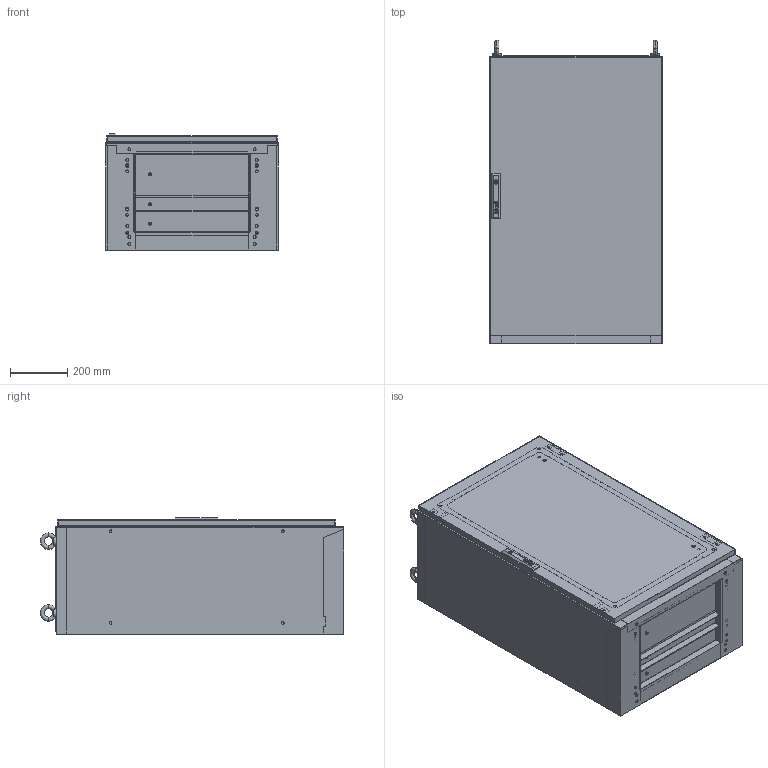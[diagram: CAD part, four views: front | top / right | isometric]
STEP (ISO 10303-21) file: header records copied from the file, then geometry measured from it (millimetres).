
FILE_DESCRIPTION (( 'STEP AP214' ), '1' );
FILE_NAME ('0390-6010-40-17.step', '2022-07-28T11:14:28', ( '' ), ( '' ), 'SwSTEP 2.0', 'SolidWorks 2019', '' );
FILE_SCHEMA (( 'AUTOMOTIVE_DESIGN' ));
Length unit declared in the file: millimetre
Products named in the file (14): rasthalterung_re_s; 0390-6010-40-17; Korpus_ss_6010-40; MontageplatteKPL_s_0348-6010-00-13; arretierwinkel_re_s; Dachplatte_ss_0390-6000-40-07; TuerR_s_0395-6010-00-97; 3080-9036-03-48 Schutzleiterschraube; arretierwinkel_li_s; rasthalterung_li_s; MontageplatteZubehoer_s; MPGleitschuh_s; Bodenplattensatz_s_0396-6000-40-03; Montageplatte_s_6010
Assembly tree (14 placements, depth 4):
  0390-6010-40-17
    Korpus_ss_6010-40
    TuerR_s_0395-6010-00-97
    Dachplatte_ss_0390-6000-40-07
    Bodenplattensatz_s_0396-6000-40-03
    MontageplatteKPL_s_0348-6010-00-13
      Montageplatte_s_6010
      MontageplatteZubehoer_s
        arretierwinkel_li_s
        arretierwinkel_re_s
        rasthalterung_li_s
        rasthalterung_re_s
        3080-9036-03-48 Schutzleiterschraube
        MPGleitschuh_s  x2
Bounding box: 600 x 1057.99 x 407.5 mm (x, y, z)
Volume: 7514156.8 mm3; surface area: 7477414.9 mm2
Topology: 58 solids, 58 shells, 3917 faces, 10318 edges, 6815 vertices
Faces by surface type: plane 2232, cylinder 1462, cone 187, torus 24, bspline 12
Entity records: 144390 total; most frequent: CARTESIAN_POINT 23097, DIRECTION 20930, ORIENTED_EDGE 20528, EDGE_CURVE 10264, AXIS2_PLACEMENT_3D 7082, VERTEX_POINT 6781, VECTOR 6766, LINE 6766
